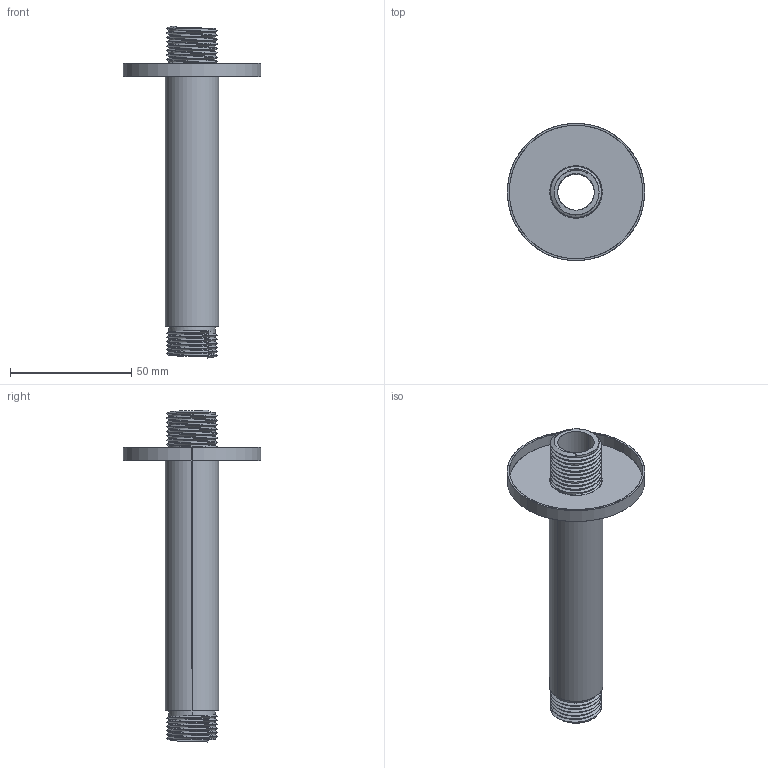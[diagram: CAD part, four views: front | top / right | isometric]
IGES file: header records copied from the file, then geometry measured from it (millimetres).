
Start section: SolidWorks IGES file using analytic representation for surfaces
Global section: file name: CO237_v11020.IGS; native system: SolidWorks 2019; preprocessor: SolidWorks 2019; author: paris.vigrass; date: 201001.141332; units: millimetre
Bounding box: 56.6 x 56.6 x 136.7 mm (x, y, z)
Surface area: 23235.8 mm2 (no closed solid volume)
Topology: 0 solids, 0 shells, 64 faces, 1942 edges, 1942 vertices
Faces by surface type: revolution 47, bspline 17
